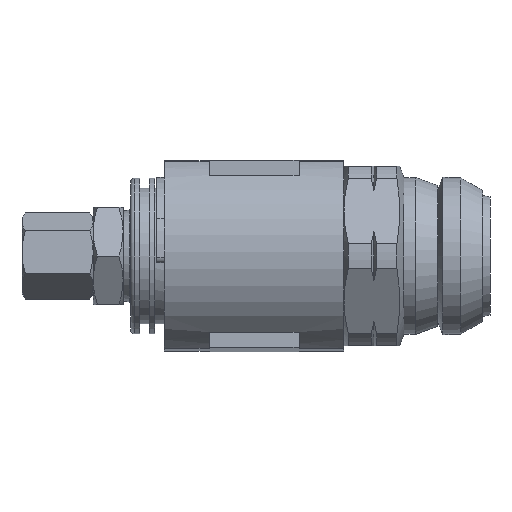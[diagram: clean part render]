
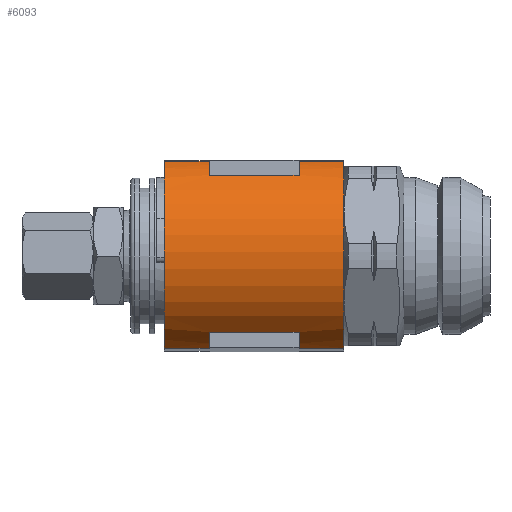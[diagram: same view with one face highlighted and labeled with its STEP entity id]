
A CAD part, left-side view. The second image highlights one B-rep face of the part: STEP entity #6093.
In plain terms, the highlighted cylindrical face has radius 13.5 mm (diameter 27 mm), a partial arc.
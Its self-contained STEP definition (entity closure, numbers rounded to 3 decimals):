
#20 = EDGE_LOOP ( 'NONE', ( #588, #564, #581, #584, #583, #574, #578, #580, #585, #579, #577, #566 ) ) ;
#405 = CARTESIAN_POINT ( 'NONE',  ( 0., 25.5, 0. ) ) ;
#406 = DIRECTION ( 'NONE',  ( 0., 1., 0. ) ) ;
#407 = DIRECTION ( 'NONE',  ( -0.039, 0., -0.999 ) ) ;
#408 = DIRECTION ( 'NONE',  ( 0., -1., 0. ) ) ;
#410 = CARTESIAN_POINT ( 'NONE',  ( -8.09, 47.5, 10.808 ) ) ;
#411 = DIRECTION ( 'NONE',  ( 0., -1., 0. ) ) ;
#413 = CARTESIAN_POINT ( 'NONE',  ( -4.615, 47.5, 12.687 ) ) ;
#418 = CARTESIAN_POINT ( 'NONE',  ( 0., 37.5, 0. ) ) ;
#419 = DIRECTION ( 'NONE',  ( 0., -1., 0. ) ) ;
#420 = DIRECTION ( 'NONE',  ( 0.039, 0., 0.999 ) ) ;
#564 = ORIENTED_EDGE ( 'NONE', *, *, #1464, .F. ) ;
#566 = ORIENTED_EDGE ( 'NONE', *, *, #1451, .F. ) ;
#574 = ORIENTED_EDGE ( 'NONE', *, *, #1470, .F. ) ;
#577 = ORIENTED_EDGE ( 'NONE', *, *, #1450, .F. ) ;
#578 = ORIENTED_EDGE ( 'NONE', *, *, #1287, .F. ) ;
#579 = ORIENTED_EDGE ( 'NONE', *, *, #1447, .F. ) ;
#580 = ORIENTED_EDGE ( 'NONE', *, *, #1328, .F. ) ;
#581 = ORIENTED_EDGE ( 'NONE', *, *, #1467, .F. ) ;
#583 = ORIENTED_EDGE ( 'NONE', *, *, #1456, .F. ) ;
#584 = ORIENTED_EDGE ( 'NONE', *, *, #1469, .F. ) ;
#585 = ORIENTED_EDGE ( 'NONE', *, *, #1444, .F. ) ;
#588 = ORIENTED_EDGE ( 'NONE', *, *, #1609, .F. ) ;
#716 = AXIS2_PLACEMENT_3D ( 'NONE', #2111, #2112, #2113 ) ;
#1231 = AXIS2_PLACEMENT_3D ( 'NONE', #5506, #5507, #5508 ) ;
#1249 = AXIS2_PLACEMENT_3D ( 'NONE', #405, #406, #407 ) ;
#1250 = AXIS2_PLACEMENT_3D ( 'NONE', #418, #419, #420 ) ;
#1251 = AXIS2_PLACEMENT_3D ( 'NONE', #4083, #4084, #4085 ) ;
#1252 = AXIS2_PLACEMENT_3D ( 'NONE', #4104, #4105, #4106 ) ;
#1287 = EDGE_CURVE ( 'NONE', #7351, #7352, #2578, .T. ) ;
#1328 = EDGE_CURVE ( 'NONE', #7374, #7351, #2645, .T. ) ;
#1444 = EDGE_CURVE ( 'NONE', #7376, #7374, #2701, .T. ) ;
#1447 = EDGE_CURVE ( 'NONE', #7378, #7376, #2705, .T. ) ;
#1450 = EDGE_CURVE ( 'NONE', #7380, #7378, #2711, .T. ) ;
#1451 = EDGE_CURVE ( 'NONE', #3200, #7380, #2713, .T. ) ;
#1456 = EDGE_CURVE ( 'NONE', #7382, #7379, #2718, .T. ) ;
#1464 = EDGE_CURVE ( 'NONE', #7381, #3201, #2735, .T. ) ;
#1467 = EDGE_CURVE ( 'NONE', #7389, #7381, #2737, .T. ) ;
#1469 = EDGE_CURVE ( 'NONE', #7379, #7389, #2746, .T. ) ;
#1470 = EDGE_CURVE ( 'NONE', #7352, #7382, #2748, .T. ) ;
#1609 = EDGE_CURVE ( 'NONE', #3201, #3200, #5646, .T. ) ;
#2111 = CARTESIAN_POINT ( 'NONE',  ( 0., 43.5, 0. ) ) ;
#2112 = DIRECTION ( 'NONE',  ( 0., 1., 0. ) ) ;
#2113 = DIRECTION ( 'NONE',  ( -0.039, 0., -0.999 ) ) ;
#2578 = CIRCLE ( 'NONE', #1231, 13.5 ) ;
#2645 = LINE ( 'NONE', #5177, #2648 ) ;
#2648 = VECTOR ( 'NONE', #5178, 1000. ) ;
#2701 = CIRCLE ( 'NONE', #1249, 13.5 ) ;
#2705 = LINE ( 'NONE', #410, #2708 ) ;
#2708 = VECTOR ( 'NONE', #411, 1000. ) ;
#2711 = CIRCLE ( 'NONE', #1250, 13.5 ) ;
#2713 = LINE ( 'NONE', #413, #2715 ) ;
#2715 = VECTOR ( 'NONE', #408, 1000. ) ;
#2718 = CIRCLE ( 'NONE', #1251, 13.5 ) ;
#2735 = LINE ( 'NONE', #4081, #2740 ) ;
#2737 = CIRCLE ( 'NONE', #1252, 13.5 ) ;
#2740 = VECTOR ( 'NONE', #4098, 1000. ) ;
#2746 = LINE ( 'NONE', #4107, #2749 ) ;
#2748 = LINE ( 'NONE', #4109, #2751 ) ;
#2749 = VECTOR ( 'NONE', #4108, 1000. ) ;
#2751 = VECTOR ( 'NONE', #4110, 1000. ) ;
#3200 = VERTEX_POINT ( 'NONE', #4303 ) ;
#3201 = VERTEX_POINT ( 'NONE', #4275 ) ;
#3693 = DIRECTION ( 'NONE',  ( 0., 1., 0. ) ) ;
#3704 = CARTESIAN_POINT ( 'NONE',  ( 0., 47.5, 0. ) ) ;
#3712 = DIRECTION ( 'NONE',  ( 0.039, 0., 0.999 ) ) ;
#4081 = CARTESIAN_POINT ( 'NONE',  ( -5.578, 47.5, -12.294 ) ) ;
#4083 = CARTESIAN_POINT ( 'NONE',  ( 0., 25.5, 0. ) ) ;
#4084 = DIRECTION ( 'NONE',  ( 0., 1., 0. ) ) ;
#4085 = DIRECTION ( 'NONE',  ( -0.039, 0., -0.999 ) ) ;
#4098 = DIRECTION ( 'NONE',  ( 0., 1., 0. ) ) ;
#4104 = CARTESIAN_POINT ( 'NONE',  ( 0., 37.5, 0. ) ) ;
#4105 = DIRECTION ( 'NONE',  ( 0., -1., 0. ) ) ;
#4106 = DIRECTION ( 'NONE',  ( 0.039, 0., 0.999 ) ) ;
#4107 = CARTESIAN_POINT ( 'NONE',  ( -8.898, 47.5, -10.153 ) ) ;
#4108 = DIRECTION ( 'NONE',  ( 0., 1., 0. ) ) ;
#4109 = CARTESIAN_POINT ( 'NONE',  ( -5.578, 47.5, -12.294 ) ) ;
#4110 = DIRECTION ( 'NONE',  ( 0., 1., 0. ) ) ;
#4275 = CARTESIAN_POINT ( 'NONE',  ( -5.578, 43.5, -12.294 ) ) ;
#4303 = CARTESIAN_POINT ( 'NONE',  ( -4.615, 43.5, 12.687 ) ) ;
#4863 = CARTESIAN_POINT ( 'NONE',  ( -4.615, 19.5, 12.687 ) ) ;
#4864 = CARTESIAN_POINT ( 'NONE',  ( -5.578, 19.5, -12.294 ) ) ;
#4886 = CARTESIAN_POINT ( 'NONE',  ( -4.615, 25.5, 12.687 ) ) ;
#4888 = CARTESIAN_POINT ( 'NONE',  ( -8.09, 25.5, 10.808 ) ) ;
#4890 = CARTESIAN_POINT ( 'NONE',  ( -8.09, 37.5, 10.808 ) ) ;
#4891 = CARTESIAN_POINT ( 'NONE',  ( -8.898, 25.5, -10.153 ) ) ;
#4892 = CARTESIAN_POINT ( 'NONE',  ( -4.615, 37.5, 12.687 ) ) ;
#4893 = CARTESIAN_POINT ( 'NONE',  ( -5.578, 37.5, -12.294 ) ) ;
#4894 = CARTESIAN_POINT ( 'NONE',  ( -5.578, 25.5, -12.294 ) ) ;
#4901 = CARTESIAN_POINT ( 'NONE',  ( -8.898, 37.5, -10.153 ) ) ;
#5177 = CARTESIAN_POINT ( 'NONE',  ( -4.615, 47.5, 12.687 ) ) ;
#5178 = DIRECTION ( 'NONE',  ( 0., -1., 0. ) ) ;
#5506 = CARTESIAN_POINT ( 'NONE',  ( 0., 19.5, 0. ) ) ;
#5507 = DIRECTION ( 'NONE',  ( 0., -1., 0. ) ) ;
#5508 = DIRECTION ( 'NONE',  ( 0.039, 0., 0.999 ) ) ;
#5646 = CIRCLE ( 'NONE', #716, 13.5 ) ;
#6093 = ADVANCED_FACE ( 'NONE', ( #7691 ), #7699, .T. ) ;
#7351 = VERTEX_POINT ( 'NONE', #4863 ) ;
#7352 = VERTEX_POINT ( 'NONE', #4864 ) ;
#7374 = VERTEX_POINT ( 'NONE', #4886 ) ;
#7376 = VERTEX_POINT ( 'NONE', #4888 ) ;
#7378 = VERTEX_POINT ( 'NONE', #4890 ) ;
#7379 = VERTEX_POINT ( 'NONE', #4891 ) ;
#7380 = VERTEX_POINT ( 'NONE', #4892 ) ;
#7381 = VERTEX_POINT ( 'NONE', #4893 ) ;
#7382 = VERTEX_POINT ( 'NONE', #4894 ) ;
#7389 = VERTEX_POINT ( 'NONE', #4901 ) ;
#7691 = FACE_OUTER_BOUND ( 'NONE', #20, .T. ) ;
#7699 = CYLINDRICAL_SURFACE ( 'NONE', #8481, 13.5 ) ;
#8481 = AXIS2_PLACEMENT_3D ( 'NONE', #3704, #3693, #3712 ) ;
